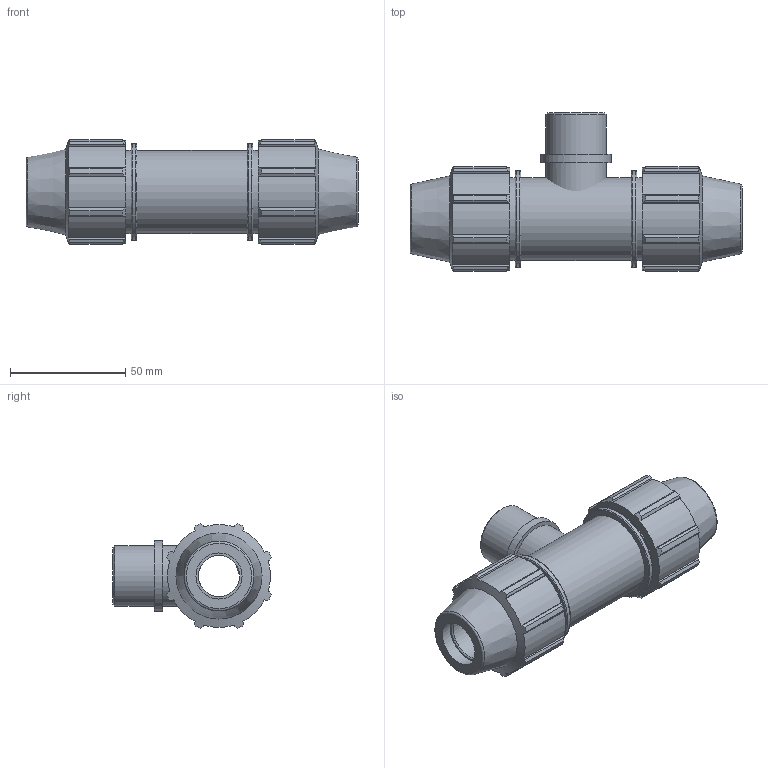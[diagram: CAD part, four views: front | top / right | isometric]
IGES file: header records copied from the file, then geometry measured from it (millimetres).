
Global section: file name: 078400020007_188400020007_0784060200070A.ipt; native system: Autodesk Inventor 2015; preprocessor: unknown; author: Кирилл,,11,0; organization: 20170224.180708; date: 20170606.172414; units: millimetre
Bounding box: 144 x 68.58 x 45.16 mm (x, y, z)
Volume: 139838.6 mm3; surface area: 38639.6 mm2
Topology: 2 solids, 2 shells, 161 faces, 453 edges, 306 vertices
Faces by surface type: plane 83, cylinder 40, cone 21, revolution 17
Full cylindrical faces by diameter (mm): 26.441 x2, 30.407 x1, 36 x3, 41.76 x2
